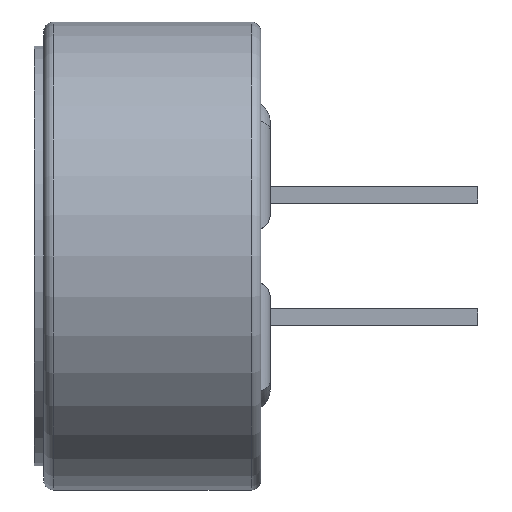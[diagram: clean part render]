
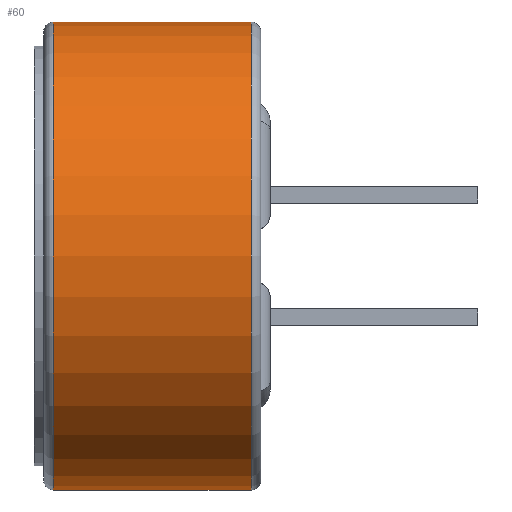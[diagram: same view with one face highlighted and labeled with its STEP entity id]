
A CAD part, left-side view. The second image highlights one B-rep face of the part: STEP entity #60.
In plain terms, the highlighted cylindrical face has radius 4.85 mm (diameter 9.7 mm), a partial arc.
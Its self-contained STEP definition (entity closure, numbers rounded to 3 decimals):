
#60=ADVANCED_FACE('NONE',(#136),#137,.T.);
#136=FACE_OUTER_BOUND('',#257,.T.);
#137=CYLINDRICAL_SURFACE('',#258,4.85);
#257=EDGE_LOOP('',(#507,#508,#509,#510));
#258=AXIS2_PLACEMENT_3D('',#511,#512,#513);
#507=ORIENTED_EDGE('',*,*,#827,.F.);
#508=ORIENTED_EDGE('',*,*,#911,.T.);
#509=ORIENTED_EDGE('',*,*,#828,.T.);
#510=ORIENTED_EDGE('',*,*,#912,.T.);
#511=CARTESIAN_POINT('',(0.0,4.5,0.0));
#512=DIRECTION('',(-0.0,-1.0,-0.0));
#513=DIRECTION('',(0.0,0.0,-1.0));
#827=EDGE_CURVE('NONE',#973,#985,#988,.T.);
#828=EDGE_CURVE('NONE',#972,#983,#989,.T.);
#911=EDGE_CURVE('NONE',#973,#972,#1142,.T.);
#912=EDGE_CURVE('NONE',#983,#985,#1143,.T.);
#972=VERTEX_POINT('NONE',#1215);
#973=VERTEX_POINT('NONE',#1216);
#983=VERTEX_POINT('NONE',#1226);
#985=VERTEX_POINT('NONE',#1228);
#988=LINE('',#1231,#1232);
#989=LINE('',#1233,#1234);
#1142=CIRCLE('',#1478,4.85);
#1143=CIRCLE('',#1479,4.85);
#1215=CARTESIAN_POINT('',(0.0,4.3,-4.85));
#1216=CARTESIAN_POINT('',(0.,4.3,4.85));
#1226=CARTESIAN_POINT('',(0.0,0.2,-4.85));
#1228=CARTESIAN_POINT('',(0.,0.2,4.85));
#1231=CARTESIAN_POINT('',(0.,4.5,4.85));
#1232=VECTOR('',#1770,1000.0);
#1233=CARTESIAN_POINT('',(0.0,4.5,-4.85));
#1234=VECTOR('',#1771,1000.0);
#1478=AXIS2_PLACEMENT_3D('',#1894,#1895,#1896);
#1479=AXIS2_PLACEMENT_3D('',#1897,#1898,#1899);
#1770=DIRECTION('',(-0.0,-1.0,-0.0));
#1771=DIRECTION('',(-0.0,-1.0,-0.0));
#1894=CARTESIAN_POINT('',(0.0,4.3,0.0));
#1895=DIRECTION('',(0.0,-1.0,0.0));
#1896=DIRECTION('',(0.0,0.0,1.0));
#1897=CARTESIAN_POINT('',(0.0,0.2,0.0));
#1898=DIRECTION('',(0.0,1.0,0.0));
#1899=DIRECTION('',(0.0,0.0,1.0));
